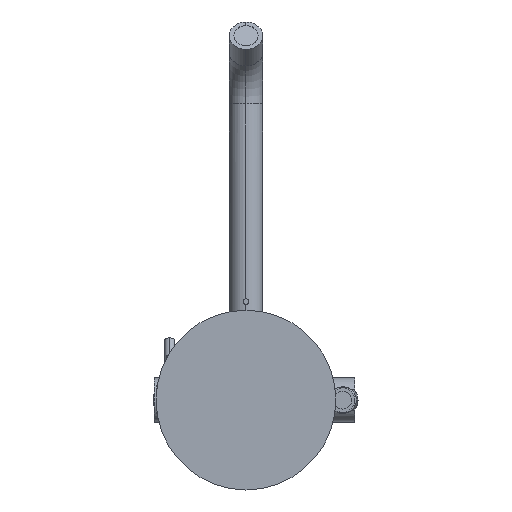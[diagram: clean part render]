
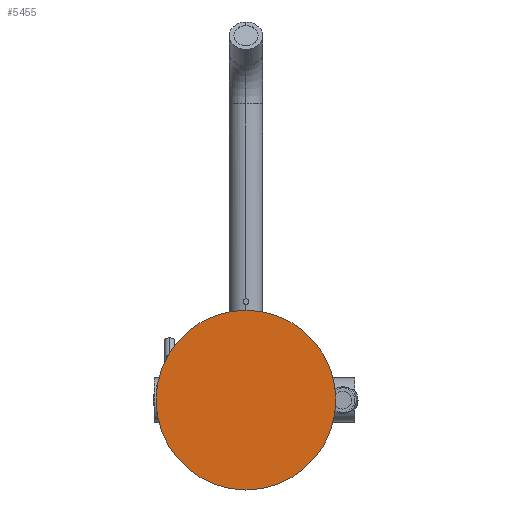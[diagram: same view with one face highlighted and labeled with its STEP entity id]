
A CAD part, front view. The second image highlights one B-rep face of the part: STEP entity #5455.
In plain terms, the highlighted planar face has unit normal (0, -1, 0).
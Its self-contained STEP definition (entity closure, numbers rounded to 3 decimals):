
#1092=CARTESIAN_POINT('',(0.,0.,0.));
#1093=DIRECTION('',(0.,1.,0.));
#1094=DIRECTION('',(1.,0.,0.));
#1095=AXIS2_PLACEMENT_3D('',#1092,#1093,#1094);
#1097=CARTESIAN_POINT('',(0.,0.,0.));
#1098=DIRECTION('',(0.,-1.,0.));
#1099=DIRECTION('',(1.,0.,0.));
#1100=AXIS2_PLACEMENT_3D('',#1097,#1098,#1099);
#4090=CARTESIAN_POINT('',(70.,0.,0.));
#4092=VERTEX_POINT('',#4090);
#4094=CARTESIAN_POINT('',(-70.,0.,0.));
#4096=VERTEX_POINT('',#4094);
#5446=CARTESIAN_POINT('',(0.,0.,0.));
#5447=DIRECTION('',(0.,1.,0.));
#5448=DIRECTION('',(1.,0.,0.));
#5449=AXIS2_PLACEMENT_3D('',#5446,#5447,#5448);
#5450=PLANE('',#5449);
#5451=ORIENTED_EDGE('',*,*,#5432,.F.);
#5452=ORIENTED_EDGE('',*,*,#5414,.T.);
#5453=EDGE_LOOP('',(#5451,#5452));
#5454=FACE_OUTER_BOUND('',#5453,.F.);
#5455=ADVANCED_FACE('',(#5454),#5450,.F.);
#1096=CIRCLE('',#1095,70.);
#1101=CIRCLE('',#1100,70.);
#5414=EDGE_CURVE('',#4092,#4096,#1096,.T.);
#5432=EDGE_CURVE('',#4092,#4096,#1101,.T.);
